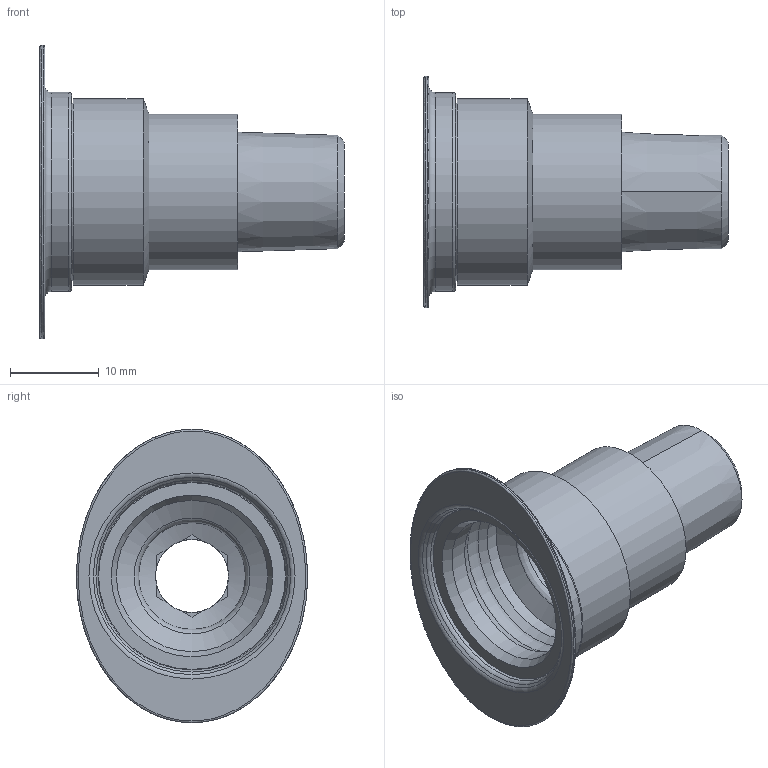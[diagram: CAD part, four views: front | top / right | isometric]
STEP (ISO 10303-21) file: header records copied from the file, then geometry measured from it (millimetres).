
FILE_DESCRIPTION(/* description */ ('BUCHSE'),/* implementation_level */ '2;1');
FILE_NAME(/* name */ 'ESR 14 NAR-BL.stp',/* time_stamp */ '2025-02-03T13:30:39+01:00',/* author */ ('ertl'),/* organization */ (''),/* preprocessor_version */ 'ST-DEVELOPER v20',/* originating_system */ 'Autodesk Inventor 2025',/* authorisation */ '');
FILE_SCHEMA (('AUTOMOTIVE_DESIGN { 1 0 10303 214 3 1 1 }'));
Length unit declared in the file: millimetre
Products named in the file (3): ESR 14 NAR-BL; ESR 14 NAR-U; ESR08-BL
Assembly tree (2 placements, depth 2):
  ESR 14 NAR-BL
    ESR 14 NAR-U
    ESR08-BL
Bounding box: 34.3 x 26 x 33 mm (x, y, z)
Volume: 4078.2 mm3; surface area: 4634.4 mm2
Topology: 2 solids, 2 shells, 57 faces, 131 edges, 83 vertices
Faces by surface type: plane 27, cylinder 11, cone 10, torus 6, bspline 3
Full cylindrical faces by diameter (mm): 8.2 x1, 12 x1, 17 x2, 17.5 x1, 20 x1, 20.4 x1, 21 x2, 21.2 x1, 22.4 x1
Entity records: 2057 total; most frequent: CARTESIAN_POINT 576, DIRECTION 292, ORIENTED_EDGE 262, EDGE_CURVE 131, AXIS2_PLACEMENT_3D 120, VERTEX_POINT 83, EDGE_LOOP 66, CIRCLE 61
